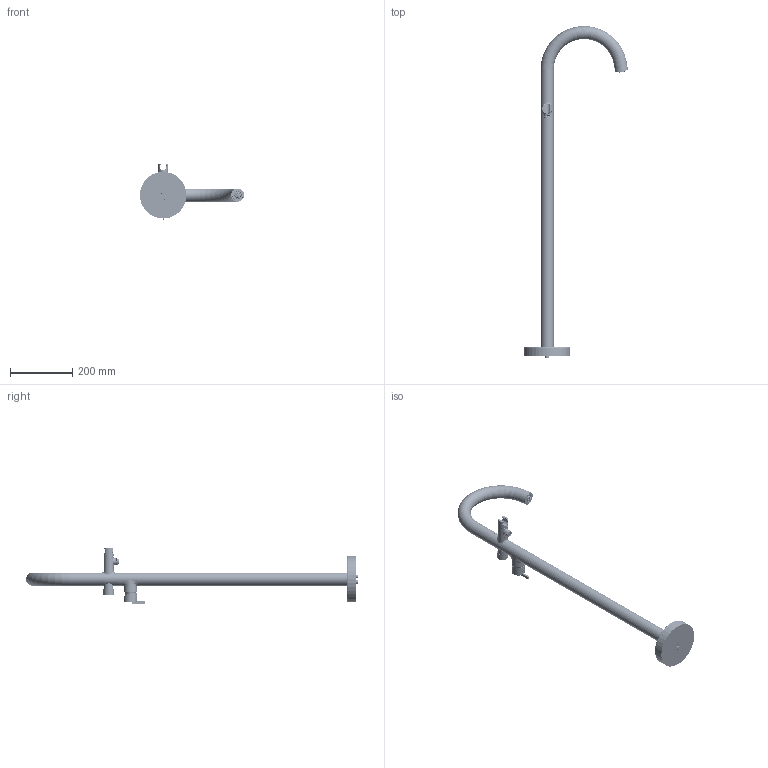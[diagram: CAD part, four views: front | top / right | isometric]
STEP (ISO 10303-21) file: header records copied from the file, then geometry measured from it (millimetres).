
FILE_DESCRIPTION (( 'STEP AP203' ), '1' );
FILE_NAME ('BQS_X17N - S.STEP', '2024-10-04T10:55:00', ( '' ), ( '' ), 'SwSTEP 2.0', 'SolidWorks 2018', '' );
FILE_SCHEMA (( 'CONFIG_CONTROL_DESIGN' ));
Products named in the file (1): BQS_X17N - S
Bounding box: 335.68 x 1069.1 x 179.6 mm (x, y, z)
Surface area: 633410.6 mm2 (no closed solid volume)
Topology: 0 solids, 107 shells, 8862 faces, 25046 edges, 16377 vertices
Faces by surface type: plane 6477, cylinder 1302, bspline 397, cone 368, torus 266, sphere 52
Entity records: 368323 total; most frequent: CARTESIAN_POINT 157687, ORIENTED_EDGE 49902, DIRECTION 33372, EDGE_CURVE 24997, VERTEX_POINT 16368, B_SPLINE_CURVE_WITH_KNOTS 11911, AXIS2_PLACEMENT_3D 11861, EDGE_LOOP 10883
